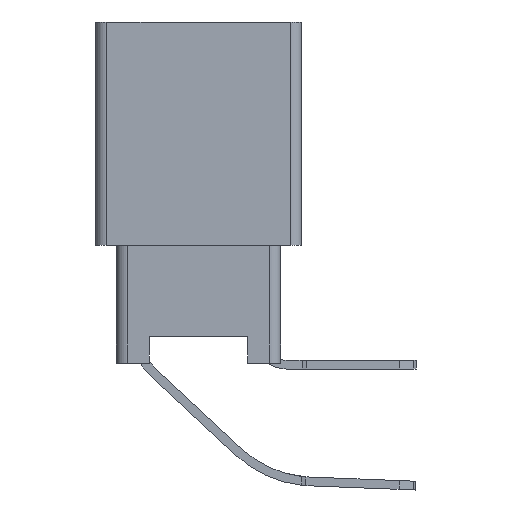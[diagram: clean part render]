
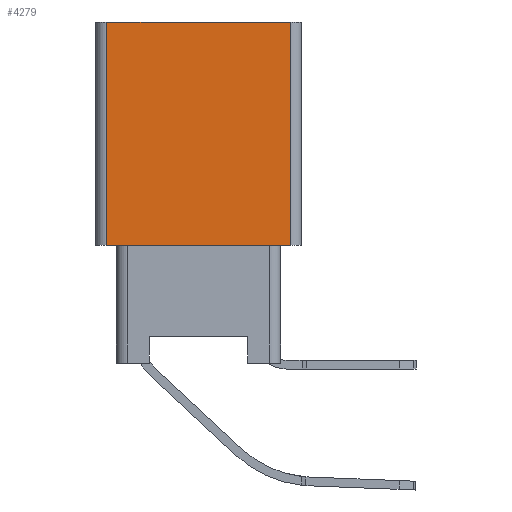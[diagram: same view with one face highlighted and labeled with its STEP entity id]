
A CAD part, left-side view. The second image highlights one B-rep face of the part: STEP entity #4279.
In plain terms, the highlighted planar face has unit normal (-1, 0, 0).
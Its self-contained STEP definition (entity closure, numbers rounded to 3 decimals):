
#4279=ADVANCED_FACE('',(#8940),#8941,.F.);
#8940=FACE_OUTER_BOUND('',#14915,.T.);
#8941=PLANE('',#14916);
#14915=EDGE_LOOP('',(#21821,#21822,#21823,#21824));
#14916=AXIS2_PLACEMENT_3D('',#21825,#21826,#21827);
#21821=ORIENTED_EDGE('',*,*,#40102,.T.);
#21822=ORIENTED_EDGE('',*,*,#40124,.F.);
#21823=ORIENTED_EDGE('',*,*,#39343,.F.);
#21824=ORIENTED_EDGE('',*,*,#40111,.T.);
#21825=CARTESIAN_POINT('',(-90.68,19.5,10.16));
#21826=DIRECTION('',(1.0,0.0,0.0));
#21827=DIRECTION('',(0.0,0.0,-1.0));
#39343=EDGE_CURVE('',#46815,#46816,#46817,.T.);
#40102=EDGE_CURVE('',#48311,#48312,#48313,.T.);
#40111=EDGE_CURVE('',#46815,#48311,#48328,.T.);
#40124=EDGE_CURVE('',#46816,#48312,#48341,.T.);
#46815=VERTEX_POINT('',#57853);
#46816=VERTEX_POINT('',#57854);
#46817=LINE('',#57855,#57856);
#48311=VERTEX_POINT('',#60087);
#48312=VERTEX_POINT('',#60088);
#48313=LINE('',#60089,#60090);
#48328=LINE('',#60108,#60109);
#48341=LINE('',#60128,#60129);
#57853=CARTESIAN_POINT('',(-90.68,19.5,10.16));
#57854=CARTESIAN_POINT('',(-90.68,11.15,10.16));
#57855=CARTESIAN_POINT('',(-90.68,19.5,10.16));
#57856=VECTOR('',#75014,1.0);
#60087=CARTESIAN_POINT('',(-90.68,19.5,0.0));
#60088=CARTESIAN_POINT('',(-90.68,11.15,0.0));
#60089=CARTESIAN_POINT('',(-90.68,19.5,0.0));
#60090=VECTOR('',#75788,1.0);
#60108=CARTESIAN_POINT('',(-90.68,19.5,10.16));
#60109=VECTOR('',#75804,1.0);
#60128=CARTESIAN_POINT('',(-90.68,11.15,10.16));
#60129=VECTOR('',#75811,1.0);
#75014=DIRECTION('',(0.0,-1.0,0.0));
#75788=DIRECTION('',(0.0,-1.0,0.0));
#75804=DIRECTION('',(0.0,0.0,-1.0));
#75811=DIRECTION('',(0.0,0.0,-1.0));
